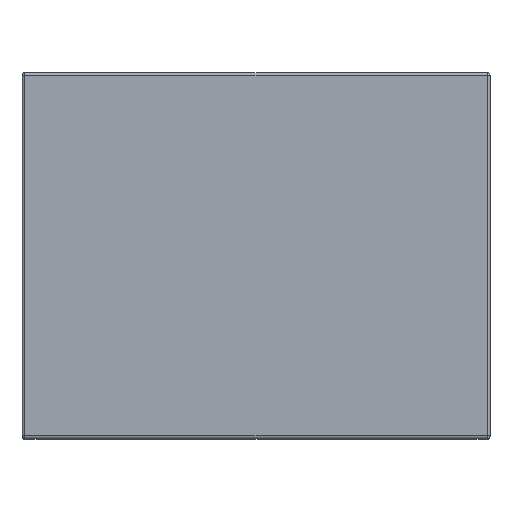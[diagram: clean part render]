
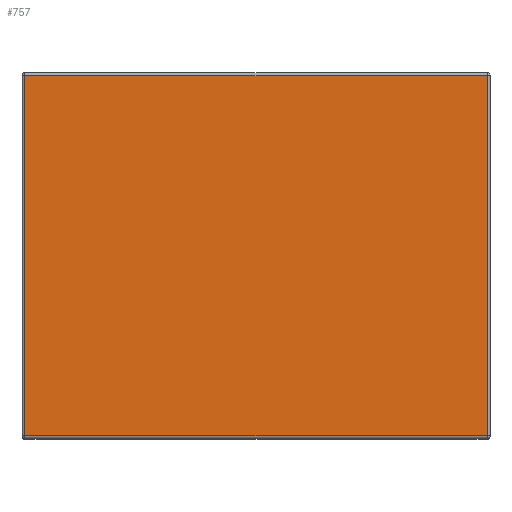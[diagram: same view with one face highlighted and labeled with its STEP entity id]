
A CAD part, top view. The second image highlights one B-rep face of the part: STEP entity #757.
In plain terms, the highlighted face is planar.
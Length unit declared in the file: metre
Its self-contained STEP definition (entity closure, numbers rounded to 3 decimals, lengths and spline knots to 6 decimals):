
#23=PLANE('',#830);
#44=LINE('',#1066,#84);
#47=LINE('',#1073,#87);
#54=LINE('',#1101,#94);
#57=LINE('',#1107,#97);
#84=VECTOR('',#894,1.);
#87=VECTOR('',#901,1.);
#94=VECTOR('',#934,1.);
#97=VECTOR('',#941,1.);
#242=ORIENTED_EDGE('',*,*,#305,.F.);
#243=ORIENTED_EDGE('',*,*,#287,.F.);
#244=ORIENTED_EDGE('',*,*,#283,.F.);
#245=ORIENTED_EDGE('',*,*,#301,.T.);
#283=EDGE_CURVE('',#349,#347,#44,.T.);
#287=EDGE_CURVE('',#347,#352,#47,.T.);
#301=EDGE_CURVE('',#349,#359,#54,.T.);
#305=EDGE_CURVE('',#352,#359,#57,.T.);
#347=VERTEX_POINT('',#1056);
#349=VERTEX_POINT('',#1064);
#352=VERTEX_POINT('',#1071);
#359=VERTEX_POINT('',#1099);
#433=EDGE_LOOP('',(#242,#243,#244,#245));
#467=FACE_BOUND('',#433,.T.);
#757=ADVANCED_FACE('',(#467),#23,.F.);
#830=AXIS2_PLACEMENT_3D('',#1154,#1002,#1003);
#894=DIRECTION('',(-1.,0.,0.));
#901=DIRECTION('',(0.,0.,-1.));
#934=DIRECTION('',(0.,0.,-1.));
#941=DIRECTION('',(1.,0.,0.));
#1002=DIRECTION('',(0.,-1.,0.));
#1003=DIRECTION('',(0.,0.,-1.));
#1056=CARTESIAN_POINT('',(-0.001578,0.00075,0.00123));
#1064=CARTESIAN_POINT('',(0.001578,0.00075,0.00123));
#1066=CARTESIAN_POINT('',(0.,0.00075,0.00123));
#1071=CARTESIAN_POINT('',(-0.001578,0.00075,-0.00123));
#1073=CARTESIAN_POINT('',(-0.001578,0.00075,0.00125));
#1099=CARTESIAN_POINT('',(0.001578,0.00075,-0.00123));
#1101=CARTESIAN_POINT('',(0.001578,0.00075,0.));
#1107=CARTESIAN_POINT('',(0.,0.00075,-0.00123));
#1154=CARTESIAN_POINT('',(0.,0.00075,0.));
